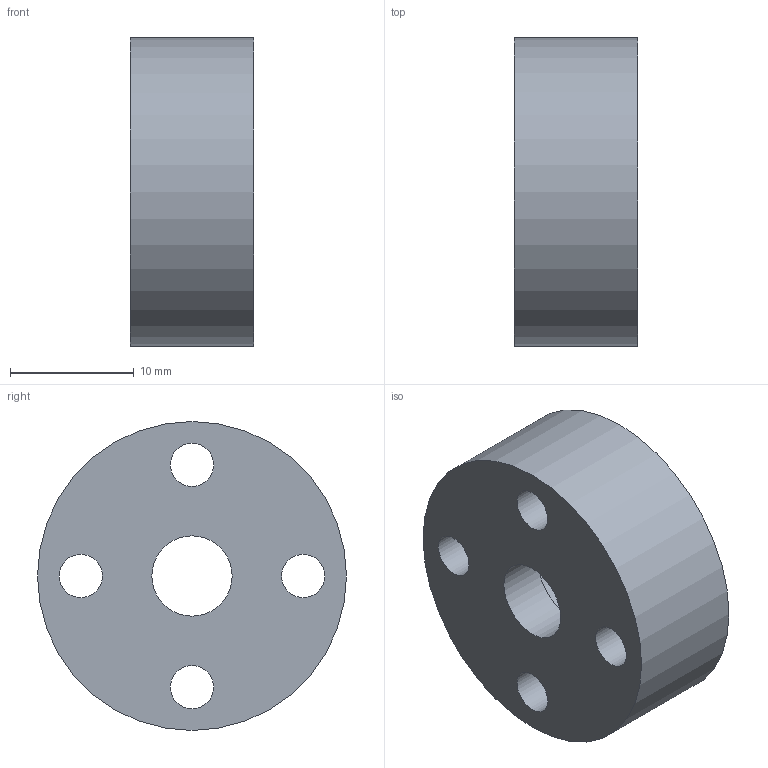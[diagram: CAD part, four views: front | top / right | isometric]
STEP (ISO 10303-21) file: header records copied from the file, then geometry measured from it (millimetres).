
FILE_DESCRIPTION(/* description */ (''),/* implementation_level */ '2;1');
FILE_NAME(/* name */ 'BearingCover.step',/* time_stamp */ '2021-10-25T16:20:10+01:00',/* author */ (''),/* organization */ (''),/* preprocessor_version */ 'ST-DEVELOPER v15',/* originating_system */ 'SIEMENS PLM Software NX 9.0',/* authorisation */ '');
FILE_SCHEMA (('AUTOMOTIVE_DESIGN { 1 0 10303 214 3 1 1 1 }'));
Length unit declared in the file: millimetre
Products named in the file (1): BearingCover
Bounding box: 10 x 25 x 25 mm (x, y, z)
Volume: 3654.9 mm3; surface area: 2380.9 mm2
Topology: 1 solids, 1 shells, 10 faces, 21 edges, 14 vertices
Faces by surface type: cylinder 7, plane 3
Full cylindrical faces by diameter (mm): 3.5 x4, 6.5 x1, 12.5 x1, 25 x1
Entity records: 288 total; most frequent: DIRECTION 50, CARTESIAN_POINT 39, FACE_BOUND 28, EDGE_LOOP 28, ORIENTED_EDGE 28, AXIS2_PLACEMENT_3D 25, VERTEX_POINT 14, EDGE_CURVE 14
